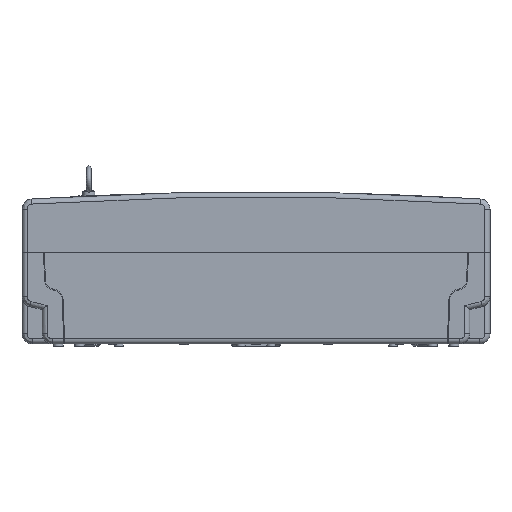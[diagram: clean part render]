
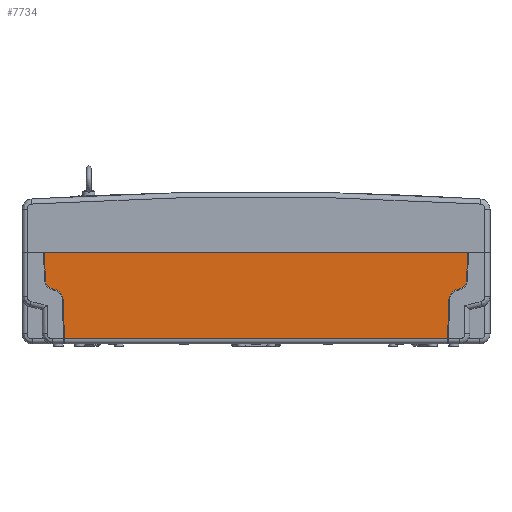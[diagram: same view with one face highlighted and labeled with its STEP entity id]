
A CAD part, left-side view. The second image highlights one B-rep face of the part: STEP entity #7734.
In plain terms, the highlighted planar face has unit normal (-1, 0, 0).
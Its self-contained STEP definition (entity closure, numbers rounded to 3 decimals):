
#5417=PLANE('',#59854);
#7734=ADVANCED_FACE('',(#11564),#5417,.T.);
#11564=FACE_OUTER_BOUND('',#14548,.T.);
#14548=EDGE_LOOP('',(#33876,#33877,#33878,#33879,#33880,#33881,#33882,#33883,
#33884,#33885,#33886,#33887));
#18684=LINE('',#91576,#23813);
#18694=LINE('',#91621,#23823);
#18695=LINE('',#91623,#23824);
#18738=LINE('',#91753,#23867);
#18739=LINE('',#91755,#23868);
#18740=LINE('',#91756,#23869);
#23813=VECTOR('',#68894,1.);
#23823=VECTOR('',#68942,1.);
#23824=VECTOR('',#68945,1.);
#23867=VECTOR('',#69042,1.);
#23868=VECTOR('',#69045,1.);
#23869=VECTOR('',#69046,1.);
#33876=ORIENTED_EDGE('',*,*,#51471,.T.);
#33877=ORIENTED_EDGE('',*,*,#51474,.T.);
#33878=ORIENTED_EDGE('',*,*,#51477,.T.);
#33879=ORIENTED_EDGE('',*,*,#51480,.T.);
#33880=ORIENTED_EDGE('',*,*,#51558,.T.);
#33881=ORIENTED_EDGE('',*,*,#51557,.T.);
#33882=ORIENTED_EDGE('',*,*,#51559,.T.);
#33883=ORIENTED_EDGE('',*,*,#51484,.T.);
#33884=ORIENTED_EDGE('',*,*,#51487,.T.);
#33885=ORIENTED_EDGE('',*,*,#51490,.T.);
#33886=ORIENTED_EDGE('',*,*,#51493,.T.);
#33887=ORIENTED_EDGE('',*,*,#51494,.T.);
#45082=VERTEX_POINT('',#91571);
#45084=VERTEX_POINT('',#91575);
#45086=VERTEX_POINT('',#91581);
#45088=VERTEX_POINT('',#91587);
#45090=VERTEX_POINT('',#91593);
#45092=VERTEX_POINT('',#91598);
#45094=VERTEX_POINT('',#91602);
#45096=VERTEX_POINT('',#91608);
#45098=VERTEX_POINT('',#91614);
#45100=VERTEX_POINT('',#91620);
#45158=VERTEX_POINT('',#91748);
#45160=VERTEX_POINT('',#91752);
#51471=EDGE_CURVE('',#45082,#45084,#18684,.T.);
#51474=EDGE_CURVE('',#45084,#45086,#56691,.T.);
#51477=EDGE_CURVE('',#45086,#45088,#56693,.T.);
#51480=EDGE_CURVE('',#45088,#45090,#56695,.T.);
#51484=EDGE_CURVE('',#45092,#45094,#56697,.T.);
#51487=EDGE_CURVE('',#45094,#45096,#56699,.T.);
#51490=EDGE_CURVE('',#45096,#45098,#56701,.T.);
#51493=EDGE_CURVE('',#45098,#45100,#18694,.T.);
#51494=EDGE_CURVE('',#45100,#45082,#18695,.T.);
#51557=EDGE_CURVE('',#45158,#45160,#18738,.T.);
#51558=EDGE_CURVE('',#45090,#45158,#18739,.T.);
#51559=EDGE_CURVE('',#45160,#45092,#18740,.T.);
#56691=CIRCLE('',#59808,6.4);
#56693=CIRCLE('',#59811,644.4);
#56695=CIRCLE('',#59814,7.6);
#56697=CIRCLE('',#59817,7.6);
#56699=CIRCLE('',#59820,644.4);
#56701=CIRCLE('',#59823,6.4);
#59808=AXIS2_PLACEMENT_3D('',#91582,#68900,#68901);
#59811=AXIS2_PLACEMENT_3D('',#91588,#68907,#68908);
#59814=AXIS2_PLACEMENT_3D('',#91594,#68914,#68915);
#59817=AXIS2_PLACEMENT_3D('',#91603,#68922,#68923);
#59820=AXIS2_PLACEMENT_3D('',#91609,#68929,#68930);
#59823=AXIS2_PLACEMENT_3D('',#91615,#68936,#68937);
#59854=AXIS2_PLACEMENT_3D('',#91757,#69047,#69048);
#68894=DIRECTION('',(0.,-0.035,-0.999));
#68900=DIRECTION('',(-1.,0.,0.));
#68901=DIRECTION('',(0.,-1.,0.));
#68907=DIRECTION('',(-1.,0.,0.));
#68908=DIRECTION('',(0.,-1.,0.));
#68914=DIRECTION('',(1.,0.,0.));
#68915=DIRECTION('',(0.,-1.,0.));
#68922=DIRECTION('',(1.,0.,0.));
#68923=DIRECTION('',(0.,-1.,0.));
#68929=DIRECTION('',(-1.,0.,0.));
#68930=DIRECTION('',(0.,-1.,0.));
#68936=DIRECTION('',(-1.,0.,0.));
#68937=DIRECTION('',(0.,-1.,0.));
#68942=DIRECTION('',(0.,-0.035,0.999));
#68945=DIRECTION('',(0.,1.,0.));
#69042=DIRECTION('',(0.,-1.,0.));
#69045=DIRECTION('',(0.,-0.035,-0.999));
#69046=DIRECTION('',(0.,-0.035,0.999));
#69047=DIRECTION('',(-1.,0.,0.));
#69048=DIRECTION('',(0.,1.,0.));
#91571=CARTESIAN_POINT('',(-125.,147.4,-3.5));
#91575=CARTESIAN_POINT('',(-125.,146.726,-22.799));
#91576=CARTESIAN_POINT('',(-125.,147.4,-3.5));
#91581=CARTESIAN_POINT('',(-125.,141.738,-28.819));
#91582=CARTESIAN_POINT('',(-125.,140.33,-22.576));
#91587=CARTESIAN_POINT('',(-125.,140.32,-29.137));
#91588=CARTESIAN_POINT('',(-125.,0.,599.8));
#91593=CARTESIAN_POINT('',(-125.,134.379,-36.289));
#91594=CARTESIAN_POINT('',(-125.,141.975,-36.554));
#91598=CARTESIAN_POINT('',(-125.,-134.379,-36.289));
#91602=CARTESIAN_POINT('',(-125.,-140.32,-29.137));
#91603=CARTESIAN_POINT('',(-125.,-141.975,-36.554));
#91608=CARTESIAN_POINT('',(-125.,-141.738,-28.819));
#91609=CARTESIAN_POINT('',(-125.,0.,599.8));
#91614=CARTESIAN_POINT('',(-125.,-146.726,-22.799));
#91615=CARTESIAN_POINT('',(-125.,-140.33,-22.576));
#91620=CARTESIAN_POINT('',(-125.,-147.4,-3.5));
#91621=CARTESIAN_POINT('',(-125.,-146.726,-22.799));
#91623=CARTESIAN_POINT('',(-125.,-147.4,-3.5));
#91748=CARTESIAN_POINT('',(-125.,133.422,-63.7));
#91752=CARTESIAN_POINT('',(-125.,-133.422,-63.7));
#91753=CARTESIAN_POINT('',(-125.,133.422,-63.7));
#91755=CARTESIAN_POINT('',(-125.,134.379,-36.289));
#91756=CARTESIAN_POINT('',(-125.,-133.422,-63.7));
#91757=CARTESIAN_POINT('',(-125.,176.886,-73.571));
